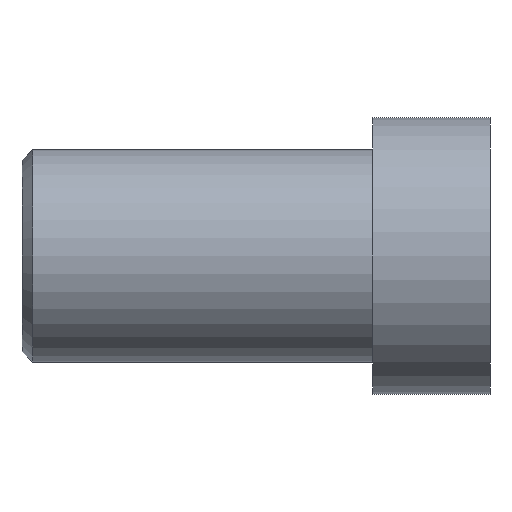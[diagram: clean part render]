
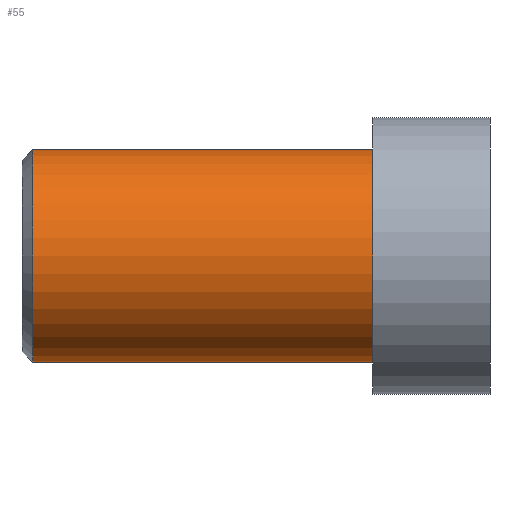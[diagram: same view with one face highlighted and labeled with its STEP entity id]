
A CAD part, left-side view. The second image highlights one B-rep face of the part: STEP entity #55.
In plain terms, the highlighted cylindrical face has radius 5 mm (diameter 10 mm), a partial arc.
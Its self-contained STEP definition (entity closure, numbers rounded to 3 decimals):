
#9 = CARTESIAN_POINT ( 'NONE',  ( 0., 16., -5. ) ) ;
#29 = DIRECTION ( 'NONE',  ( 0., -1., 0. ) ) ;
#31 = EDGE_LOOP ( 'NONE', ( #110, #332, #61, #136 ) ) ;
#51 = DIRECTION ( 'NONE',  ( 0., 0., 1. ) ) ;
#55 = ADVANCED_FACE ( 'NONE', ( #171 ), #64, .T. ) ;
#58 = DIRECTION ( 'NONE',  ( 0., -1., 0. ) ) ;
#61 = ORIENTED_EDGE ( 'NONE', *, *, #344, .T. ) ;
#64 = CYLINDRICAL_SURFACE ( 'NONE', #316, 5. ) ;
#76 = CARTESIAN_POINT ( 'NONE',  ( 0., 0., -5. ) ) ;
#110 = ORIENTED_EDGE ( 'NONE', *, *, #455, .F. ) ;
#136 = ORIENTED_EDGE ( 'NONE', *, *, #297, .T. ) ;
#162 = DIRECTION ( 'NONE',  ( 0., -1., 0. ) ) ;
#167 = CARTESIAN_POINT ( 'NONE',  ( 0., 16.5, 5. ) ) ;
#170 = CARTESIAN_POINT ( 'NONE',  ( 0., 0., 5. ) ) ;
#171 = FACE_OUTER_BOUND ( 'NONE', #31, .T. ) ;
#216 = CIRCLE ( 'NONE', #277, 5. ) ;
#222 = CARTESIAN_POINT ( 'NONE',  ( 0., 16., 5. ) ) ;
#226 = CARTESIAN_POINT ( 'NONE',  ( 0., 0., 0. ) ) ;
#236 = VERTEX_POINT ( 'NONE', #76 ) ;
#239 = CIRCLE ( 'NONE', #356, 5. ) ;
#262 = EDGE_CURVE ( 'NONE', #298, #273, #239, .T. ) ;
#273 = VERTEX_POINT ( 'NONE', #9 ) ;
#277 = AXIS2_PLACEMENT_3D ( 'NONE', #226, #293, #51 ) ;
#293 = DIRECTION ( 'NONE',  ( 0., 1., 0. ) ) ;
#297 = EDGE_CURVE ( 'NONE', #236, #446, #216, .T. ) ;
#298 = VERTEX_POINT ( 'NONE', #222 ) ;
#316 = AXIS2_PLACEMENT_3D ( 'NONE', #342, #29, #442 ) ;
#321 = CARTESIAN_POINT ( 'NONE',  ( 0., 16., 0. ) ) ;
#326 = DIRECTION ( 'NONE',  ( 0., 0., 1. ) ) ;
#328 = VECTOR ( 'NONE', #58, 1000. ) ;
#330 = CARTESIAN_POINT ( 'NONE',  ( 0., 16.5, -5. ) ) ;
#332 = ORIENTED_EDGE ( 'NONE', *, *, #262, .T. ) ;
#335 = LINE ( 'NONE', #330, #367 ) ;
#342 = CARTESIAN_POINT ( 'NONE',  ( 0., 16.5, 0. ) ) ;
#344 = EDGE_CURVE ( 'NONE', #273, #236, #335, .T. ) ;
#355 = DIRECTION ( 'NONE',  ( 0., -1., 0. ) ) ;
#356 = AXIS2_PLACEMENT_3D ( 'NONE', #321, #355, #326 ) ;
#367 = VECTOR ( 'NONE', #162, 1000. ) ;
#379 = LINE ( 'NONE', #167, #328 ) ;
#442 = DIRECTION ( 'NONE',  ( 0., 0., -1. ) ) ;
#446 = VERTEX_POINT ( 'NONE', #170 ) ;
#455 = EDGE_CURVE ( 'NONE', #298, #446, #379, .T. ) ;
